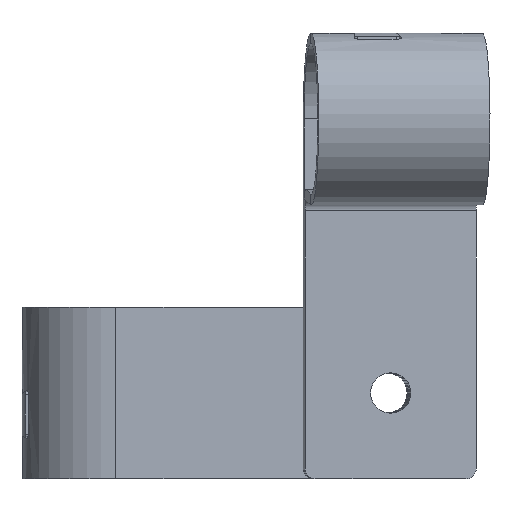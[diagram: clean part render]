
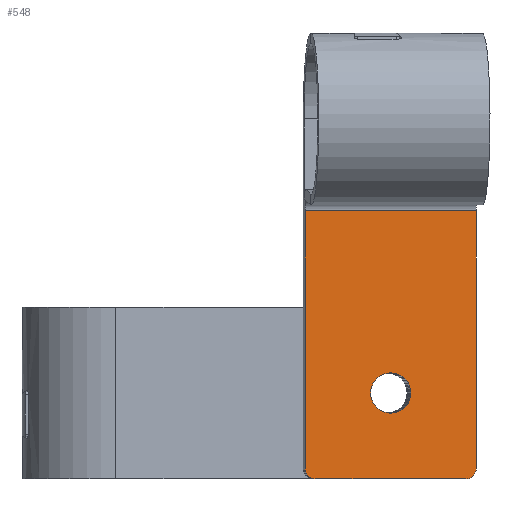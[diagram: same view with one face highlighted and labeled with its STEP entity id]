
A CAD part, front view. The second image highlights one B-rep face of the part: STEP entity #548.
In plain terms, the highlighted face is planar.
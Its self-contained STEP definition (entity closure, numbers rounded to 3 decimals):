
#420=CARTESIAN_POINT('',(55.666,-8.347,0.0));
#421=VERTEX_POINT('',#420);
#422=CARTESIAN_POINT('',(51.93,-8.674,0.));
#423=DIRECTION('',(0.087,-0.996,0.));
#424=DIRECTION('',(0.996,0.087,0.0));
#425=AXIS2_PLACEMENT_3D('',#422,#423,#424);
#426=CIRCLE('',#425,3.75);
#427=EDGE_CURVE('',#421,#421,#426,.T.);
#448=CARTESIAN_POINT('',(65.877,-7.454,-16.0));
#449=VERTEX_POINT('',#448);
#456=CARTESIAN_POINT('',(67.869,-7.279,-14.0));
#457=VERTEX_POINT('',#456);
#458=CARTESIAN_POINT('',(65.877,-7.454,-14.0));
#459=DIRECTION('',(0.087,-0.996,0.));
#460=DIRECTION('',(0.704,0.062,-0.707));
#461=AXIS2_PLACEMENT_3D('',#458,#459,#460);
#462=CIRCLE('',#461,2.0);
#463=EDGE_CURVE('',#449,#457,#462,.T.);
#480=CARTESIAN_POINT('',(67.869,-7.279,14.));
#481=VERTEX_POINT('',#480);
#482=CARTESIAN_POINT('',(67.869,-7.279,14.0));
#483=DIRECTION('',(0.0,0.0,-1.0));
#484=VECTOR('',#483,28.0);
#485=LINE('',#482,#484);
#486=EDGE_CURVE('',#481,#457,#485,.T.);
#505=CARTESIAN_POINT('',(40.643,-9.661,0.));
#506=DIRECTION('',(-0.087,0.996,0.));
#507=DIRECTION('',(0.0,0.0,-1.0));
#508=AXIS2_PLACEMENT_3D('',#505,#506,#507);
#509=PLANE('',#508);
#510=ORIENTED_EDGE('',*,*,#463,.F.);
#511=CARTESIAN_POINT('',(18.174,-11.627,-16.0));
#512=VERTEX_POINT('',#511);
#513=CARTESIAN_POINT('',(65.877,-7.454,-16.0));
#514=DIRECTION('',(-0.996,-0.087,0.0));
#515=VECTOR('',#514,47.885);
#516=LINE('',#513,#515);
#517=EDGE_CURVE('',#449,#512,#516,.T.);
#518=ORIENTED_EDGE('',*,*,#517,.T.);
#519=CARTESIAN_POINT('',(18.174,-11.627,16.0));
#520=VERTEX_POINT('',#519);
#521=CARTESIAN_POINT('',(18.174,-11.627,-16.0));
#522=DIRECTION('',(0.0,0.0,1.0));
#523=VECTOR('',#522,32.0);
#524=LINE('',#521,#523);
#525=EDGE_CURVE('',#512,#520,#524,.T.);
#526=ORIENTED_EDGE('',*,*,#525,.T.);
#527=CARTESIAN_POINT('',(65.877,-7.454,16.0));
#528=VERTEX_POINT('',#527);
#529=CARTESIAN_POINT('',(65.877,-7.454,16.0));
#530=DIRECTION('',(-0.996,-0.087,0.0));
#531=VECTOR('',#530,47.885);
#532=LINE('',#529,#531);
#533=EDGE_CURVE('',#528,#520,#532,.T.);
#534=ORIENTED_EDGE('',*,*,#533,.F.);
#535=CARTESIAN_POINT('',(65.877,-7.454,14.));
#536=DIRECTION('',(0.087,-0.996,0.));
#537=DIRECTION('',(0.704,0.062,0.707));
#538=AXIS2_PLACEMENT_3D('',#535,#536,#537);
#539=CIRCLE('',#538,2.0);
#540=EDGE_CURVE('',#481,#528,#539,.T.);
#541=ORIENTED_EDGE('',*,*,#540,.F.);
#542=ORIENTED_EDGE('',*,*,#486,.T.);
#543=EDGE_LOOP('',(#510,#518,#526,#534,#541,#542));
#544=FACE_OUTER_BOUND('',#543,.T.);
#545=ORIENTED_EDGE('',*,*,#427,.T.);
#546=EDGE_LOOP('',(#545));
#547=FACE_BOUND('',#546,.T.);
#548=ADVANCED_FACE('',(#544,#547),#509,.T.);
